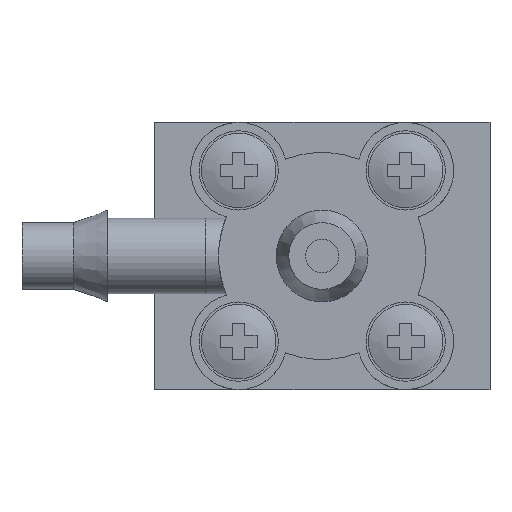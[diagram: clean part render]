
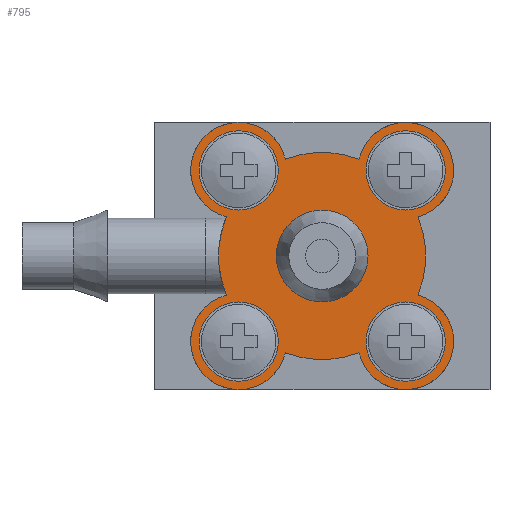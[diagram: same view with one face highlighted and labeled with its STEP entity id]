
A CAD part, left-side view. The second image highlights one B-rep face of the part: STEP entity #795.
In plain terms, the highlighted planar face has unit normal (-1, 0, 0).
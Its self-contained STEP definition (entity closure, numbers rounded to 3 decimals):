
#385 = VERTEX_POINT('',#386);
#386 = CARTESIAN_POINT('',(-14.2,4.311,2.347));
#392 = EDGE_CURVE('',#385,#393,#395,.T.);
#393 = VERTEX_POINT('',#394);
#394 = CARTESIAN_POINT('',(-14.2,7.846,5.795));
#395 = CIRCLE('',#396,2.875);
#396 = AXIS2_PLACEMENT_3D('',#397,#398,#399);
#397 = CARTESIAN_POINT('',(-14.2,5.05,5.125));
#398 = DIRECTION('',(-1.,0.,0.));
#399 = DIRECTION('',(0.,-1.,0.));
#426 = VERTEX_POINT('',#427);
#427 = CARTESIAN_POINT('',(-14.2,4.311,-2.347));
#433 = EDGE_CURVE('',#426,#385,#434,.T.);
#434 = CIRCLE('',#435,6.2);
#435 = AXIS2_PLACEMENT_3D('',#436,#437,#438);
#436 = CARTESIAN_POINT('',(-14.2,10.05,0.));
#437 = DIRECTION('',(-1.,0.,0.));
#438 = DIRECTION('',(0.,-1.,0.));
#453 = VERTEX_POINT('',#454);
#454 = CARTESIAN_POINT('',(-14.2,7.846,-5.795));
#460 = EDGE_CURVE('',#453,#426,#461,.T.);
#461 = CIRCLE('',#462,2.875);
#462 = AXIS2_PLACEMENT_3D('',#463,#464,#465);
#463 = CARTESIAN_POINT('',(-14.2,5.05,-5.125));
#464 = DIRECTION('',(-1.,0.,0.));
#465 = DIRECTION('',(0.,-1.,0.));
#775 = EDGE_CURVE('',#393,#776,#778,.T.);
#776 = VERTEX_POINT('',#777);
#777 = CARTESIAN_POINT('',(-14.2,12.254,5.795));
#778 = CIRCLE('',#779,6.2);
#779 = AXIS2_PLACEMENT_3D('',#780,#781,#782);
#780 = CARTESIAN_POINT('',(-14.2,10.05,0.));
#781 = DIRECTION('',(-1.,0.,0.));
#782 = DIRECTION('',(0.,-1.,0.));
#795 = ADVANCED_FACE('',(#796,#836,#847,#858,#869,#880),#891,.T.);
#796 = FACE_BOUND('',#797,.T.);
#797 = EDGE_LOOP('',(#798,#809,#818,#825,#826,#827,#828,#829));
#798 = ORIENTED_EDGE('',*,*,#799,.T.);
#799 = EDGE_CURVE('',#800,#802,#804,.T.);
#800 = VERTEX_POINT('',#801);
#801 = CARTESIAN_POINT('',(-14.2,15.789,2.347));
#802 = VERTEX_POINT('',#803);
#803 = CARTESIAN_POINT('',(-14.2,15.789,-2.347));
#804 = CIRCLE('',#805,6.2);
#805 = AXIS2_PLACEMENT_3D('',#806,#807,#808);
#806 = CARTESIAN_POINT('',(-14.2,10.05,0.));
#807 = DIRECTION('',(-1.,0.,0.));
#808 = DIRECTION('',(0.,-1.,0.));
#809 = ORIENTED_EDGE('',*,*,#810,.T.);
#810 = EDGE_CURVE('',#802,#811,#813,.T.);
#811 = VERTEX_POINT('',#812);
#812 = CARTESIAN_POINT('',(-14.2,12.254,-5.795));
#813 = CIRCLE('',#814,2.875);
#814 = AXIS2_PLACEMENT_3D('',#815,#816,#817);
#815 = CARTESIAN_POINT('',(-14.2,15.05,-5.125));
#816 = DIRECTION('',(-1.,0.,0.));
#817 = DIRECTION('',(0.,-1.,0.));
#818 = ORIENTED_EDGE('',*,*,#819,.T.);
#819 = EDGE_CURVE('',#811,#453,#820,.T.);
#820 = CIRCLE('',#821,6.2);
#821 = AXIS2_PLACEMENT_3D('',#822,#823,#824);
#822 = CARTESIAN_POINT('',(-14.2,10.05,0.));
#823 = DIRECTION('',(-1.,0.,0.));
#824 = DIRECTION('',(0.,-1.,0.));
#825 = ORIENTED_EDGE('',*,*,#460,.T.);
#826 = ORIENTED_EDGE('',*,*,#433,.T.);
#827 = ORIENTED_EDGE('',*,*,#392,.T.);
#828 = ORIENTED_EDGE('',*,*,#775,.T.);
#829 = ORIENTED_EDGE('',*,*,#830,.T.);
#830 = EDGE_CURVE('',#776,#800,#831,.T.);
#831 = CIRCLE('',#832,2.875);
#832 = AXIS2_PLACEMENT_3D('',#833,#834,#835);
#833 = CARTESIAN_POINT('',(-14.2,15.05,5.125));
#834 = DIRECTION('',(-1.,0.,0.));
#835 = DIRECTION('',(0.,-1.,0.));
#836 = FACE_BOUND('',#837,.T.);
#837 = EDGE_LOOP('',(#838));
#838 = ORIENTED_EDGE('',*,*,#839,.F.);
#839 = EDGE_CURVE('',#840,#840,#842,.T.);
#840 = VERTEX_POINT('',#841);
#841 = CARTESIAN_POINT('',(-14.2,12.675,5.125));
#842 = CIRCLE('',#843,2.375);
#843 = AXIS2_PLACEMENT_3D('',#844,#845,#846);
#844 = CARTESIAN_POINT('',(-14.2,15.05,5.125));
#845 = DIRECTION('',(-1.,0.,0.));
#846 = DIRECTION('',(0.,-1.,0.));
#847 = FACE_BOUND('',#848,.T.);
#848 = EDGE_LOOP('',(#849));
#849 = ORIENTED_EDGE('',*,*,#850,.T.);
#850 = EDGE_CURVE('',#851,#851,#853,.T.);
#851 = VERTEX_POINT('',#852);
#852 = CARTESIAN_POINT('',(-14.2,7.775,0.));
#853 = CIRCLE('',#854,2.275);
#854 = AXIS2_PLACEMENT_3D('',#855,#856,#857);
#855 = CARTESIAN_POINT('',(-14.2,10.05,0.));
#856 = DIRECTION('',(1.,0.,0.));
#857 = DIRECTION('',(0.,-1.,0.));
#858 = FACE_BOUND('',#859,.T.);
#859 = EDGE_LOOP('',(#860));
#860 = ORIENTED_EDGE('',*,*,#861,.F.);
#861 = EDGE_CURVE('',#862,#862,#864,.T.);
#862 = VERTEX_POINT('',#863);
#863 = CARTESIAN_POINT('',(-14.2,12.675,-5.125));
#864 = CIRCLE('',#865,2.375);
#865 = AXIS2_PLACEMENT_3D('',#866,#867,#868);
#866 = CARTESIAN_POINT('',(-14.2,15.05,-5.125));
#867 = DIRECTION('',(-1.,0.,0.));
#868 = DIRECTION('',(0.,-1.,0.));
#869 = FACE_BOUND('',#870,.T.);
#870 = EDGE_LOOP('',(#871));
#871 = ORIENTED_EDGE('',*,*,#872,.F.);
#872 = EDGE_CURVE('',#873,#873,#875,.T.);
#873 = VERTEX_POINT('',#874);
#874 = CARTESIAN_POINT('',(-14.2,2.675,5.125));
#875 = CIRCLE('',#876,2.375);
#876 = AXIS2_PLACEMENT_3D('',#877,#878,#879);
#877 = CARTESIAN_POINT('',(-14.2,5.05,5.125));
#878 = DIRECTION('',(-1.,0.,0.));
#879 = DIRECTION('',(0.,-1.,0.));
#880 = FACE_BOUND('',#881,.T.);
#881 = EDGE_LOOP('',(#882));
#882 = ORIENTED_EDGE('',*,*,#883,.F.);
#883 = EDGE_CURVE('',#884,#884,#886,.T.);
#884 = VERTEX_POINT('',#885);
#885 = CARTESIAN_POINT('',(-14.2,2.675,-5.125));
#886 = CIRCLE('',#887,2.375);
#887 = AXIS2_PLACEMENT_3D('',#888,#889,#890);
#888 = CARTESIAN_POINT('',(-14.2,5.05,-5.125));
#889 = DIRECTION('',(-1.,0.,0.));
#890 = DIRECTION('',(0.,-1.,0.));
#891 = PLANE('',#892);
#892 = AXIS2_PLACEMENT_3D('',#893,#894,#895);
#893 = CARTESIAN_POINT('',(-14.2,10.05,0.));
#894 = DIRECTION('',(-1.,-0.,-0.));
#895 = DIRECTION('',(0.,0.,-1.));
